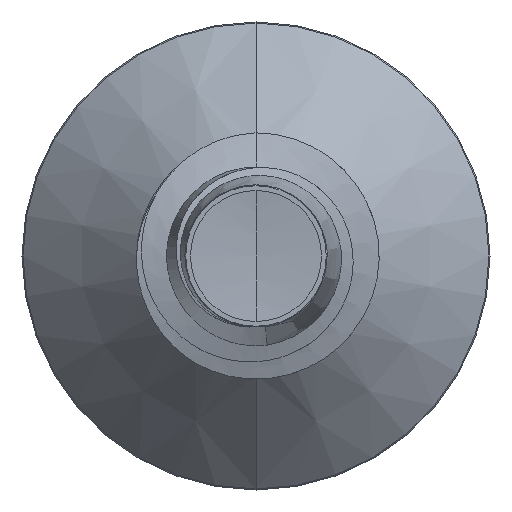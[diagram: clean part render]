
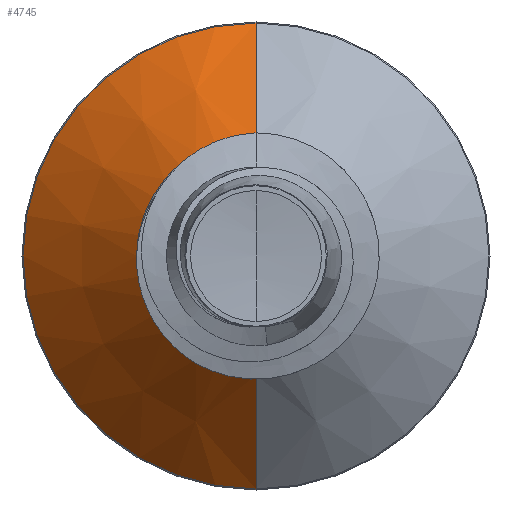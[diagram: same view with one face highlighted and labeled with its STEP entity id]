
A CAD part, front view. The second image highlights one B-rep face of the part: STEP entity #4745.
In plain terms, the highlighted conical face has half-angle 45 degrees and reference radius 0.97 mm.
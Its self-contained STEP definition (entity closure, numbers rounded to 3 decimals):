
#298 = VECTOR ( 'NONE', #1245, 1000. ) ;
#440 = DIRECTION ( 'NONE',  ( 0., 0.707, 0.707 ) ) ;
#485 = ORIENTED_EDGE ( 'NONE', *, *, #1088, .T. ) ;
#637 = DIRECTION ( 'NONE',  ( 0., 0., 1. ) ) ;
#646 = DIRECTION ( 'NONE',  ( 0., 1., 0. ) ) ;
#649 = CARTESIAN_POINT ( 'NONE',  ( 0., 1.891, 0. ) ) ;
#670 = CARTESIAN_POINT ( 'NONE',  ( 0., 0.97, 0.97 ) ) ;
#750 = AXIS2_PLACEMENT_3D ( 'NONE', #4666, #4658, #4649 ) ;
#843 = CARTESIAN_POINT ( 'NONE',  ( 0., 1.891, -1.891 ) ) ;
#1088 = EDGE_CURVE ( 'NONE', #4101, #8374, #8832, .T. ) ;
#1148 = CARTESIAN_POINT ( 'NONE',  ( 0., 0.97, 0.97 ) ) ;
#1243 = CARTESIAN_POINT ( 'NONE',  ( 0., 0.97, -0.97 ) ) ;
#1245 = DIRECTION ( 'NONE',  ( 0., 0.707, -0.707 ) ) ;
#2112 = DIRECTION ( 'NONE',  ( 0., 0., 1. ) ) ;
#2161 = CARTESIAN_POINT ( 'NONE',  ( 0., 0.97, 0. ) ) ;
#2188 = DIRECTION ( 'NONE',  ( 0., 1., 0. ) ) ;
#2211 = LINE ( 'NONE', #1243, #298 ) ;
#2421 = AXIS2_PLACEMENT_3D ( 'NONE', #649, #646, #637 ) ;
#2949 = EDGE_CURVE ( 'NONE', #6623, #4101, #8409, .T. ) ;
#4101 = VERTEX_POINT ( 'NONE', #1148 ) ;
#4289 = EDGE_CURVE ( 'NONE', #6710, #8374, #6576, .T. ) ;
#4569 = EDGE_LOOP ( 'NONE', ( #7856, #7764, #485, #7805 ) ) ;
#4649 = DIRECTION ( 'NONE',  ( 0., 0., 1. ) ) ;
#4658 = DIRECTION ( 'NONE',  ( 0., 1., 0. ) ) ;
#4666 = CARTESIAN_POINT ( 'NONE',  ( 0., 0.97, 0. ) ) ;
#4745 = ADVANCED_FACE ( 'NONE', ( #5580 ), #6782, .T. ) ;
#5580 = FACE_OUTER_BOUND ( 'NONE', #4569, .T. ) ;
#6226 = VECTOR ( 'NONE', #440, 1000. ) ;
#6576 = CIRCLE ( 'NONE', #2421, 1.891 ) ;
#6623 = VERTEX_POINT ( 'NONE', #7359 ) ;
#6710 = VERTEX_POINT ( 'NONE', #843 ) ;
#6782 = CONICAL_SURFACE ( 'NONE', #7619, 0.97, 0.785 ) ;
#7359 = CARTESIAN_POINT ( 'NONE',  ( 0., 0.97, -0.97 ) ) ;
#7619 = AXIS2_PLACEMENT_3D ( 'NONE', #2161, #2188, #2112 ) ;
#7764 = ORIENTED_EDGE ( 'NONE', *, *, #2949, .T. ) ;
#7805 = ORIENTED_EDGE ( 'NONE', *, *, #4289, .F. ) ;
#7856 = ORIENTED_EDGE ( 'NONE', *, *, #9082, .F. ) ;
#8374 = VERTEX_POINT ( 'NONE', #8713 ) ;
#8409 = CIRCLE ( 'NONE', #750, 0.97 ) ;
#8713 = CARTESIAN_POINT ( 'NONE',  ( 0., 1.891, 1.891 ) ) ;
#8832 = LINE ( 'NONE', #670, #6226 ) ;
#9082 = EDGE_CURVE ( 'NONE', #6623, #6710, #2211, .T. ) ;
